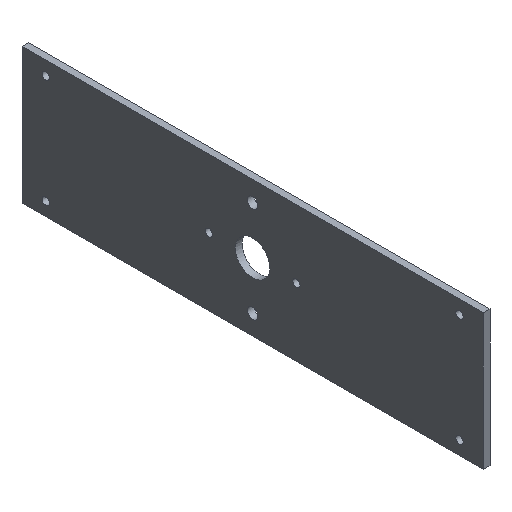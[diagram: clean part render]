
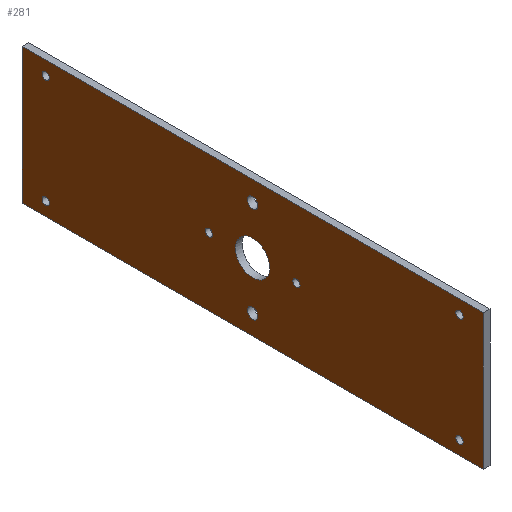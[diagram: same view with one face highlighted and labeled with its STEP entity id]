
A CAD part, isometric view. The second image highlights one B-rep face of the part: STEP entity #281.
In plain terms, the highlighted planar face has unit normal (-1, 0, 0).
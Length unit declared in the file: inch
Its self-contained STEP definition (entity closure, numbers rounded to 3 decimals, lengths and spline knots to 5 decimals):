
#15=LINE('',#469,#27);
#16=LINE('',#471,#28);
#17=LINE('',#473,#29);
#18=LINE('',#474,#30);
#27=VECTOR('',#398,39.37008);
#28=VECTOR('',#399,39.37008);
#29=VECTOR('',#400,39.37008);
#30=VECTOR('',#401,39.37008);
#39=PLANE('',#334);
#54=FACE_BOUND('',#106,.T.);
#55=FACE_BOUND('',#107,.T.);
#56=FACE_BOUND('',#108,.T.);
#57=FACE_BOUND('',#109,.T.);
#58=FACE_BOUND('',#110,.T.);
#59=FACE_BOUND('',#111,.T.);
#60=FACE_BOUND('',#112,.T.);
#61=FACE_BOUND('',#113,.T.);
#62=FACE_BOUND('',#114,.T.);
#81=FACE_OUTER_BOUND('',#105,.T.);
#105=EDGE_LOOP('',(#221,#222,#223,#224));
#106=EDGE_LOOP('',(#225));
#107=EDGE_LOOP('',(#226));
#108=EDGE_LOOP('',(#227));
#109=EDGE_LOOP('',(#228));
#110=EDGE_LOOP('',(#229));
#111=EDGE_LOOP('',(#230));
#112=EDGE_LOOP('',(#231));
#113=EDGE_LOOP('',(#232));
#114=EDGE_LOOP('',(#233));
#129=CIRCLE('',#308,0.1955);
#131=CIRCLE('',#311,0.1955);
#133=CIRCLE('',#314,0.133);
#135=CIRCLE('',#317,0.133);
#137=CIRCLE('',#320,0.133);
#139=CIRCLE('',#323,0.133);
#141=CIRCLE('',#326,0.1325);
#143=CIRCLE('',#329,0.1325);
#145=CIRCLE('',#332,0.6325);
#147=VERTEX_POINT('',#422);
#149=VERTEX_POINT('',#427);
#151=VERTEX_POINT('',#432);
#153=VERTEX_POINT('',#437);
#155=VERTEX_POINT('',#442);
#157=VERTEX_POINT('',#447);
#159=VERTEX_POINT('',#452);
#161=VERTEX_POINT('',#457);
#163=VERTEX_POINT('',#462);
#165=VERTEX_POINT('',#467);
#166=VERTEX_POINT('',#468);
#167=VERTEX_POINT('',#470);
#168=VERTEX_POINT('',#472);
#173=EDGE_CURVE('',#147,#147,#129,.T.);
#175=EDGE_CURVE('',#149,#149,#131,.T.);
#177=EDGE_CURVE('',#151,#151,#133,.T.);
#179=EDGE_CURVE('',#153,#153,#135,.T.);
#181=EDGE_CURVE('',#155,#155,#137,.T.);
#183=EDGE_CURVE('',#157,#157,#139,.T.);
#185=EDGE_CURVE('',#159,#159,#141,.T.);
#187=EDGE_CURVE('',#161,#161,#143,.T.);
#189=EDGE_CURVE('',#163,#163,#145,.T.);
#191=EDGE_CURVE('',#165,#166,#15,.T.);
#192=EDGE_CURVE('',#167,#165,#16,.T.);
#193=EDGE_CURVE('',#167,#168,#17,.T.);
#194=EDGE_CURVE('',#168,#166,#18,.T.);
#221=ORIENTED_EDGE('',*,*,#191,.F.);
#222=ORIENTED_EDGE('',*,*,#192,.F.);
#223=ORIENTED_EDGE('',*,*,#193,.T.);
#224=ORIENTED_EDGE('',*,*,#194,.T.);
#225=ORIENTED_EDGE('',*,*,#173,.T.);
#226=ORIENTED_EDGE('',*,*,#175,.T.);
#227=ORIENTED_EDGE('',*,*,#177,.T.);
#228=ORIENTED_EDGE('',*,*,#179,.T.);
#229=ORIENTED_EDGE('',*,*,#181,.T.);
#230=ORIENTED_EDGE('',*,*,#183,.T.);
#231=ORIENTED_EDGE('',*,*,#185,.T.);
#232=ORIENTED_EDGE('',*,*,#187,.T.);
#233=ORIENTED_EDGE('',*,*,#189,.T.);
#281=ADVANCED_FACE('',(#81,#54,#55,#56,#57,#58,#59,#60,#61,#62),#39,.T.);
#308=AXIS2_PLACEMENT_3D('',#423,#344,#345);
#311=AXIS2_PLACEMENT_3D('',#428,#350,#351);
#314=AXIS2_PLACEMENT_3D('',#433,#356,#357);
#317=AXIS2_PLACEMENT_3D('',#438,#362,#363);
#320=AXIS2_PLACEMENT_3D('',#443,#368,#369);
#323=AXIS2_PLACEMENT_3D('',#448,#374,#375);
#326=AXIS2_PLACEMENT_3D('',#453,#380,#381);
#329=AXIS2_PLACEMENT_3D('',#458,#386,#387);
#332=AXIS2_PLACEMENT_3D('',#463,#392,#393);
#334=AXIS2_PLACEMENT_3D('',#466,#396,#397);
#344=DIRECTION('center_axis',(1.,0.,0.));
#345=DIRECTION('ref_axis',(0.,0.,1.));
#350=DIRECTION('center_axis',(1.,0.,0.));
#351=DIRECTION('ref_axis',(0.,0.,1.));
#356=DIRECTION('center_axis',(1.,0.,0.));
#357=DIRECTION('ref_axis',(0.,0.,1.));
#362=DIRECTION('center_axis',(1.,0.,0.));
#363=DIRECTION('ref_axis',(0.,0.,1.));
#368=DIRECTION('center_axis',(1.,0.,0.));
#369=DIRECTION('ref_axis',(0.,0.,1.));
#374=DIRECTION('center_axis',(1.,0.,0.));
#375=DIRECTION('ref_axis',(0.,0.,1.));
#380=DIRECTION('center_axis',(1.,0.,0.));
#381=DIRECTION('ref_axis',(0.,0.,1.));
#386=DIRECTION('center_axis',(1.,0.,0.));
#387=DIRECTION('ref_axis',(0.,0.,1.));
#392=DIRECTION('center_axis',(1.,0.,0.));
#393=DIRECTION('ref_axis',(0.,0.,1.));
#396=DIRECTION('center_axis',(-1.,0.,0.));
#397=DIRECTION('ref_axis',(0.,0.,1.));
#398=DIRECTION('',(0.,0.,-1.));
#399=DIRECTION('',(0.,-1.,0.));
#400=DIRECTION('',(0.,0.,-1.));
#401=DIRECTION('',(0.,-1.,0.));
#422=CARTESIAN_POINT('',(-6.5,0.,65.414));
#423=CARTESIAN_POINT('Origin',(-6.5,0.,65.6095));
#427=CARTESIAN_POINT('',(-6.5,0.,68.945));
#428=CARTESIAN_POINT('Origin',(-6.5,0.,69.1405));
#432=CARTESIAN_POINT('',(-6.5,7.625,65.242));
#433=CARTESIAN_POINT('Origin',(-6.5,7.625,65.375));
#437=CARTESIAN_POINT('',(-6.5,7.625,69.242));
#438=CARTESIAN_POINT('Origin',(-6.5,7.625,69.375));
#442=CARTESIAN_POINT('',(-6.5,-7.625,65.242));
#443=CARTESIAN_POINT('Origin',(-6.5,-7.625,65.375));
#447=CARTESIAN_POINT('',(-6.5,-7.625,69.242));
#448=CARTESIAN_POINT('Origin',(-6.5,-7.625,69.375));
#452=CARTESIAN_POINT('',(-6.5,1.615,67.2425));
#453=CARTESIAN_POINT('Origin',(-6.5,1.615,67.375));
#457=CARTESIAN_POINT('',(-6.5,-1.615,67.2425));
#458=CARTESIAN_POINT('Origin',(-6.5,-1.615,67.375));
#462=CARTESIAN_POINT('',(-6.5,0.,66.7425));
#463=CARTESIAN_POINT('Origin',(-6.5,0.,67.375));
#466=CARTESIAN_POINT('Origin',(-6.5,8.5,82.));
#467=CARTESIAN_POINT('',(-6.5,-8.5,69.875));
#468=CARTESIAN_POINT('',(-6.5,-8.5,64.875));
#469=CARTESIAN_POINT('',(-6.5,-8.5,82.));
#470=CARTESIAN_POINT('',(-6.5,8.5,69.875));
#471=CARTESIAN_POINT('',(-6.5,8.5,69.875));
#472=CARTESIAN_POINT('',(-6.5,8.5,64.875));
#473=CARTESIAN_POINT('',(-6.5,8.5,82.));
#474=CARTESIAN_POINT('',(-6.5,8.5,64.875));
